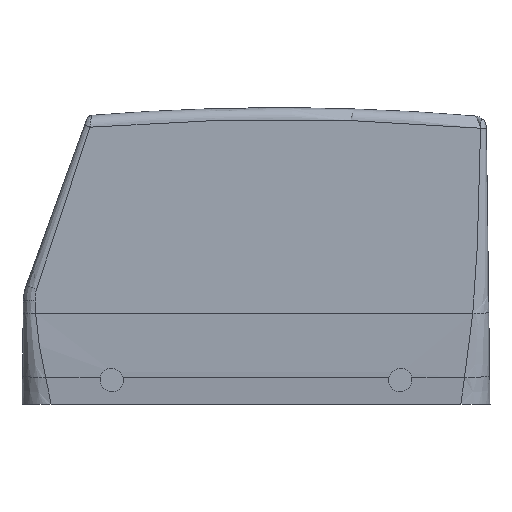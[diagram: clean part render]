
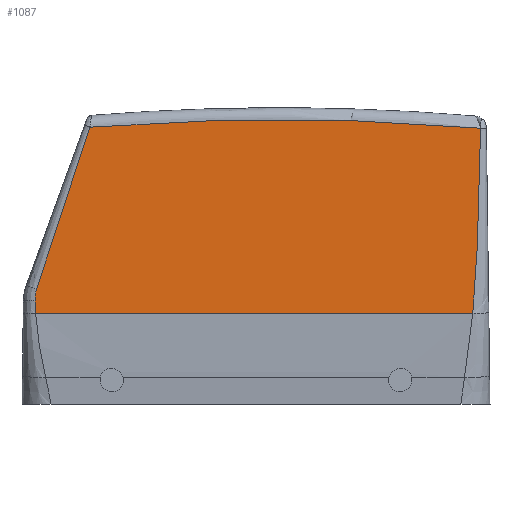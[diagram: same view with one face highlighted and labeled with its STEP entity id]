
A CAD part, left-side view. The second image highlights one B-rep face of the part: STEP entity #1087.
In plain terms, the highlighted planar face has unit normal (-1, 0, 0).
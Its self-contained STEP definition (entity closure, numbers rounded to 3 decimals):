
#360=AXIS2_PLACEMENT_3D('Circle Axis2P3D',#358,#359,$) ;
#999=AXIS2_PLACEMENT_3D('Plane Axis2P3D',#996,#997,#998) ;
#355=CARTESIAN_POINT('Vertex',(6.75,102.578,71.02)) ;
#358=CARTESIAN_POINT('Axis2P3D Location',(6.75,54.,-524.)) ;
#362=CARTESIAN_POINT('Vertex',(6.75,2.422,70.768)) ;
#996=CARTESIAN_POINT('Axis2P3D Location',(6.75,-101.926,-53.43)) ;
#1002=CARTESIAN_POINT('Control Point',(6.75,102.578,71.02)) ;
#1003=CARTESIAN_POINT('Control Point',(6.75,102.614,70.917)) ;
#1004=CARTESIAN_POINT('Control Point',(6.75,102.65,70.814)) ;
#1005=CARTESIAN_POINT('Control Point',(6.75,102.685,70.711)) ;
#1006=CARTESIAN_POINT('Control Point',(6.75,102.757,70.504)) ;
#1007=CARTESIAN_POINT('Control Point',(6.75,102.829,70.297)) ;
#1008=CARTESIAN_POINT('Control Point',(6.75,102.865,70.193)) ;
#1009=CARTESIAN_POINT('Control Point',(6.75,103.402,68.642)) ;
#1010=CARTESIAN_POINT('Control Point',(6.75,103.938,67.089)) ;
#1011=CARTESIAN_POINT('Control Point',(6.75,104.436,65.639)) ;
#1012=CARTESIAN_POINT('Control Point',(6.75,105.501,62.526)) ;
#1013=CARTESIAN_POINT('Control Point',(6.75,106.557,59.407)) ;
#1014=CARTESIAN_POINT('Control Point',(6.75,107.11,57.764)) ;
#1015=CARTESIAN_POINT('Control Point',(6.75,109.179,51.582)) ;
#1016=CARTESIAN_POINT('Control Point',(6.75,111.207,45.403)) ;
#1017=CARTESIAN_POINT('Control Point',(6.75,112.671,40.894)) ;
#1018=CARTESIAN_POINT('Control Point',(6.75,114.285,35.896)) ;
#1019=CARTESIAN_POINT('Control Point',(6.75,115.861,30.891)) ;
#1020=CARTESIAN_POINT('Control Point',(6.75,116.007,30.424)) ;
#1021=CARTESIAN_POINT('Control Point',(6.75,116.153,29.957)) ;
#1022=CARTESIAN_POINT('Control Point',(6.75,116.299,29.489)) ;
#1023=CARTESIAN_POINT('Vertex',(6.75,116.299,29.489)) ;
#1027=CARTESIAN_POINT('Control Point',(6.75,116.299,29.489)) ;
#1028=CARTESIAN_POINT('Control Point',(6.75,116.474,28.9)) ;
#1029=CARTESIAN_POINT('Control Point',(6.75,116.599,28.295)) ;
#1030=CARTESIAN_POINT('Control Point',(6.75,116.671,27.683)) ;
#1031=CARTESIAN_POINT('Control Point',(6.75,116.689,27.069)) ;
#1032=CARTESIAN_POINT('Control Point',(6.75,116.653,26.461)) ;
#1033=CARTESIAN_POINT('Vertex',(6.75,116.653,26.461)) ;
#1037=CARTESIAN_POINT('Control Point',(6.75,116.653,26.461)) ;
#1038=CARTESIAN_POINT('Control Point',(6.75,116.628,25.836)) ;
#1039=CARTESIAN_POINT('Control Point',(6.75,116.602,25.212)) ;
#1040=CARTESIAN_POINT('Control Point',(6.75,116.573,24.588)) ;
#1041=CARTESIAN_POINT('Control Point',(6.75,116.54,23.963)) ;
#1042=CARTESIAN_POINT('Control Point',(6.75,116.502,23.338)) ;
#1043=CARTESIAN_POINT('Vertex',(6.75,116.502,23.338)) ;
#1046=CARTESIAN_POINT('Line Origine',(6.75,60.459,23.338)) ;
#1050=CARTESIAN_POINT('Vertex',(6.75,4.416,23.338)) ;
#1054=CARTESIAN_POINT('Control Point',(6.75,2.422,70.768)) ;
#1055=CARTESIAN_POINT('Control Point',(6.75,2.424,70.658)) ;
#1056=CARTESIAN_POINT('Control Point',(6.75,2.426,70.546)) ;
#1057=CARTESIAN_POINT('Control Point',(6.75,2.428,70.404)) ;
#1058=CARTESIAN_POINT('Control Point',(6.75,2.432,70.143)) ;
#1059=CARTESIAN_POINT('Control Point',(6.75,2.436,69.931)) ;
#1060=CARTESIAN_POINT('Control Point',(6.75,2.438,69.823)) ;
#1061=CARTESIAN_POINT('Control Point',(6.75,2.543,63.442)) ;
#1062=CARTESIAN_POINT('Control Point',(6.75,2.674,57.066)) ;
#1063=CARTESIAN_POINT('Control Point',(6.75,2.876,50.785)) ;
#1064=CARTESIAN_POINT('Control Point',(6.75,3.08,44.104)) ;
#1065=CARTESIAN_POINT('Control Point',(6.75,3.393,37.427)) ;
#1066=CARTESIAN_POINT('Control Point',(6.75,3.416,36.956)) ;
#1067=CARTESIAN_POINT('Control Point',(6.75,3.473,35.79)) ;
#1068=CARTESIAN_POINT('Control Point',(6.75,3.535,34.629)) ;
#1069=CARTESIAN_POINT('Control Point',(6.75,3.576,33.886)) ;
#1070=CARTESIAN_POINT('Control Point',(6.75,3.641,32.781)) ;
#1071=CARTESIAN_POINT('Control Point',(6.75,3.712,31.674)) ;
#1072=CARTESIAN_POINT('Control Point',(6.75,3.736,31.315)) ;
#1073=CARTESIAN_POINT('Control Point',(6.75,3.86,29.503)) ;
#1074=CARTESIAN_POINT('Control Point',(6.75,4.001,27.691)) ;
#1075=CARTESIAN_POINT('Control Point',(6.75,4.128,26.239)) ;
#1076=CARTESIAN_POINT('Control Point',(6.75,4.266,24.788)) ;
#1077=CARTESIAN_POINT('Control Point',(6.75,4.416,23.338)) ;
#359=DIRECTION('Axis2P3D Direction',(-1.,0.,0.)) ;
#997=DIRECTION('Axis2P3D Direction',(-1.,0.,0.)) ;
#998=DIRECTION('Axis2P3D XDirection',(0.,-0.317,0.949)) ;
#1047=DIRECTION('Vector Direction',(0.,-1.,0.)) ;
#1048=VECTOR('Line Direction',#1047,1.) ;
#1080=ORIENTED_EDGE('',*,*,#364,.T.) ;
#1081=ORIENTED_EDGE('',*,*,#1025,.F.) ;
#1082=ORIENTED_EDGE('',*,*,#1035,.F.) ;
#1083=ORIENTED_EDGE('',*,*,#1045,.F.) ;
#1084=ORIENTED_EDGE('',*,*,#1052,.T.) ;
#1085=ORIENTED_EDGE('',*,*,#1078,.T.) ;
#1087=ADVANCED_FACE('Hauptk\X2\00F6\X0\rper',(#1086),#1000,.T.) ;
#1001=B_SPLINE_CURVE_WITH_KNOTS('',5,(#1002,#1003,#1004,#1005,#1006,#1007,#1008,#1009,#1010,#1011,#1012,#1013,#1014,#1015,#1016,#1017,#1018,#1019,#1020,#1021,#1022),.UNSPECIFIED.,.F.,.U.,(6,3,3,3,3,3,6),(0.,0.774,1.548,12.38,24.795,58.432,61.892),.UNSPECIFIED.) ;
#1026=B_SPLINE_CURVE_WITH_KNOTS('',5,(#1027,#1028,#1029,#1030,#1031,#1032),.UNSPECIFIED.,.F.,.U.,(6,6),(0.,4.339),.UNSPECIFIED.) ;
#1036=B_SPLINE_CURVE_WITH_KNOTS('',5,(#1037,#1038,#1039,#1040,#1041,#1042),.UNSPECIFIED.,.F.,.U.,(6,6),(0.,4.421),.UNSPECIFIED.) ;
#1053=B_SPLINE_CURVE_WITH_KNOTS('',5,(#1054,#1055,#1056,#1057,#1058,#1059,#1060,#1061,#1062,#1063,#1064,#1065,#1066,#1067,#1068,#1069,#1070,#1071,#1072,#1073,#1074,#1075,#1076,#1077),.UNSPECIFIED.,.F.,.U.,(6,3,3,3,3,3,3,6),(0.,0.775,1.551,45.929,48.897,54.196,56.746,67.059),.UNSPECIFIED.) ;
#361=CIRCLE('generated circle',#360,597.) ;
#364=EDGE_CURVE('',#363,#356,#361,.T.) ;
#1025=EDGE_CURVE('',#1024,#356,#1001,.F.) ;
#1035=EDGE_CURVE('',#1034,#1024,#1026,.F.) ;
#1045=EDGE_CURVE('',#1044,#1034,#1036,.F.) ;
#1052=EDGE_CURVE('',#1044,#1051,#1049,.T.) ;
#1078=EDGE_CURVE('',#1051,#363,#1053,.F.) ;
#1079=EDGE_LOOP('',(#1080,#1081,#1082,#1083,#1084,#1085)) ;
#1086=FACE_OUTER_BOUND('',#1079,.T.) ;
#1049=LINE('Line',#1046,#1048) ;
#1000=PLANE('',#999) ;
#356=VERTEX_POINT('',#355) ;
#363=VERTEX_POINT('',#362) ;
#1024=VERTEX_POINT('',#1023) ;
#1034=VERTEX_POINT('',#1033) ;
#1044=VERTEX_POINT('',#1043) ;
#1051=VERTEX_POINT('',#1050) ;
